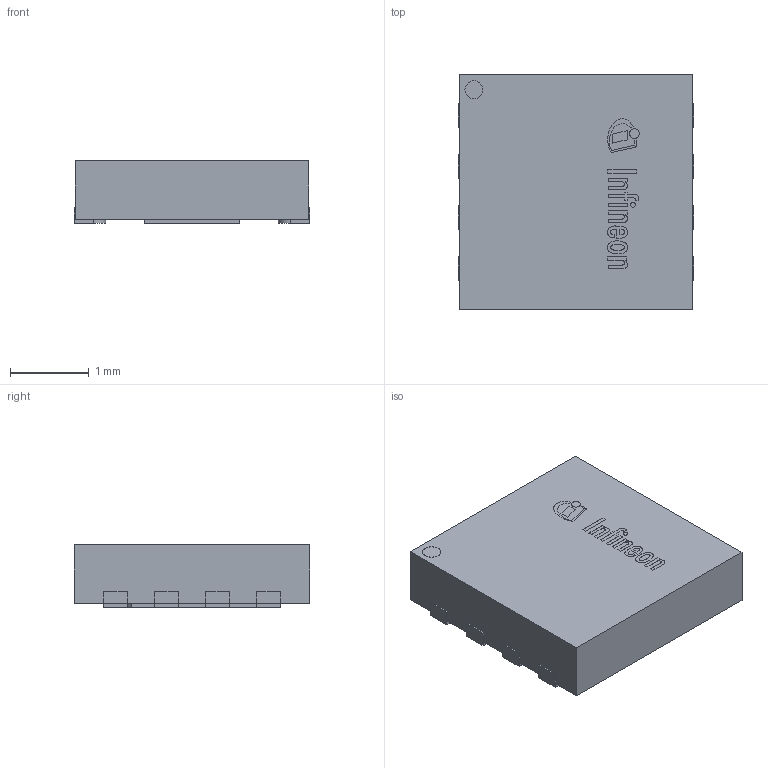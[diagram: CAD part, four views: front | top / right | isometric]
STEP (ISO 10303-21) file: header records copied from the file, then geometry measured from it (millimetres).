
FILE_DESCRIPTION(/* description */ (''),/* implementation_level */ '2;1');
FILE_NAME(/* name */ 'PG-WSON-8-4_Z8B00206836_V01_3D.stp',/* time_stamp */ '2021-07-22T16:36:41+05:00',/* author */ ('janartha'),/* organization */ (''),/* preprocessor_version */ 'ST-DEVELOPER v16.13',/* originating_system */ 'AutoCAD Mechanical',/* authorisation */ '');
FILE_SCHEMA (('AUTOMOTIVE_DESIGN { 1 0 10303 214 3 1 1 }'));
Length unit declared in the file: millimetre
Products named in the file (1): Product
Bounding box: 3 x 3 x 0.8 mm (x, y, z)
Surface area: 37.6 mm2
Topology: 23 solids, 23 shells, 174 faces, 381 edges, 254 vertices
Faces by surface type: plane 145, bspline 16, cylinder 13
Full cylindrical faces by diameter (mm): 0.06 x1, 0.122 x1, 0.23 x2
Entity records: 4972 total; most frequent: CARTESIAN_POINT 1234, ORIENTED_EDGE 754, DIRECTION 689, EDGE_CURVE 377, LINE 319, VECTOR 319, VERTEX_POINT 254, AXIS2_PLACEMENT_3D 185
